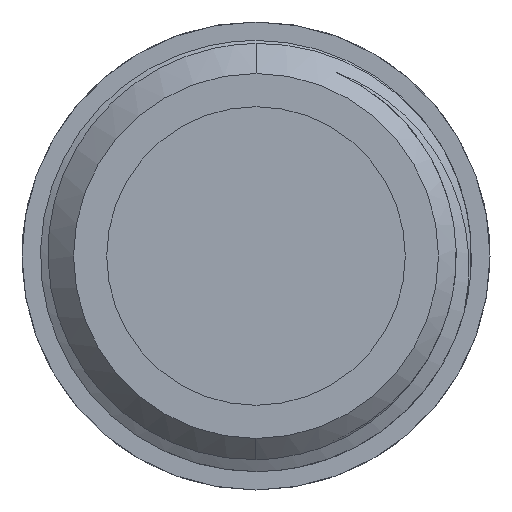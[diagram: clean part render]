
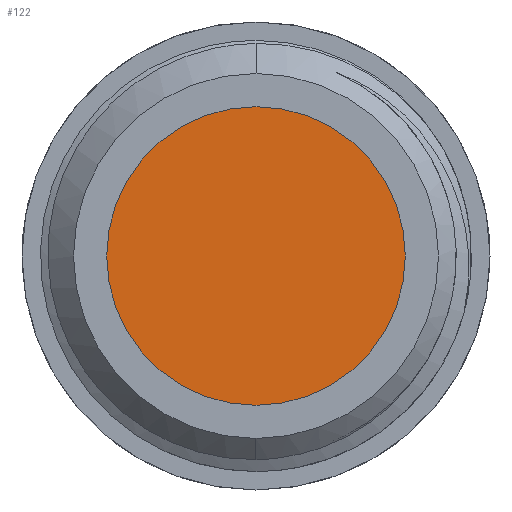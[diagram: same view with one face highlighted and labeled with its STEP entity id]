
A CAD part, left-side view. The second image highlights one B-rep face of the part: STEP entity #122.
In plain terms, the highlighted planar face has unit normal (-1, 0, 0).
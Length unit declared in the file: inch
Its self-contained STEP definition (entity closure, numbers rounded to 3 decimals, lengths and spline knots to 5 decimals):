
#7 = CARTESIAN_POINT ( 'NONE',  ( 0.12008, 0., 0. ) ) ;
#70 = EDGE_LOOP ( 'NONE', ( #1839, #1584 ) ) ;
#122 = ADVANCED_FACE ( 'NONE', ( #3054 ), #2888, .F. ) ;
#234 = AXIS2_PLACEMENT_3D ( 'NONE', #7, #2866, #1443 ) ;
#558 = DIRECTION ( 'NONE',  ( 1., 0., 0. ) ) ;
#805 = CARTESIAN_POINT ( 'NONE',  ( 0.12008, 0., -0.09409 ) ) ;
#969 = EDGE_CURVE ( 'NONE', #1080, #3038, #1804, .T. ) ;
#1020 = DIRECTION ( 'NONE',  ( 0., 0., 1. ) ) ;
#1080 = VERTEX_POINT ( 'NONE', #805 ) ;
#1133 = AXIS2_PLACEMENT_3D ( 'NONE', #1482, #558, #2432 ) ;
#1369 = EDGE_CURVE ( 'NONE', #3038, #1080, #3061, .T. ) ;
#1443 = DIRECTION ( 'NONE',  ( 0., 0., 1. ) ) ;
#1482 = CARTESIAN_POINT ( 'NONE',  ( 0.12008, 0., 0. ) ) ;
#1584 = ORIENTED_EDGE ( 'NONE', *, *, #969, .T. ) ;
#1804 = CIRCLE ( 'NONE', #234, 0.09409 ) ;
#1839 = ORIENTED_EDGE ( 'NONE', *, *, #1369, .T. ) ;
#1947 = AXIS2_PLACEMENT_3D ( 'NONE', #2909, #2668, #1020 ) ;
#2432 = DIRECTION ( 'NONE',  ( 0., 0., -1. ) ) ;
#2668 = DIRECTION ( 'NONE',  ( -1., 0., 0. ) ) ;
#2673 = CARTESIAN_POINT ( 'NONE',  ( 0.12008, 0., 0.09409 ) ) ;
#2866 = DIRECTION ( 'NONE',  ( -1., 0., 0. ) ) ;
#2888 = PLANE ( 'NONE',  #1133 ) ;
#2909 = CARTESIAN_POINT ( 'NONE',  ( 0.12008, 0., 0. ) ) ;
#3038 = VERTEX_POINT ( 'NONE', #2673 ) ;
#3054 = FACE_OUTER_BOUND ( 'NONE', #70, .T. ) ;
#3061 = CIRCLE ( 'NONE', #1947, 0.09409 ) ;
